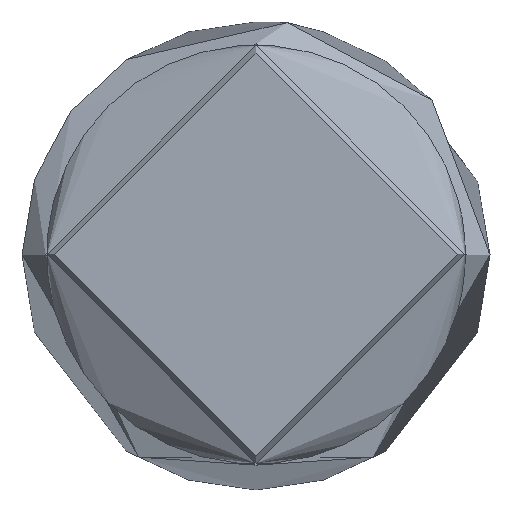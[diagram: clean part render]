
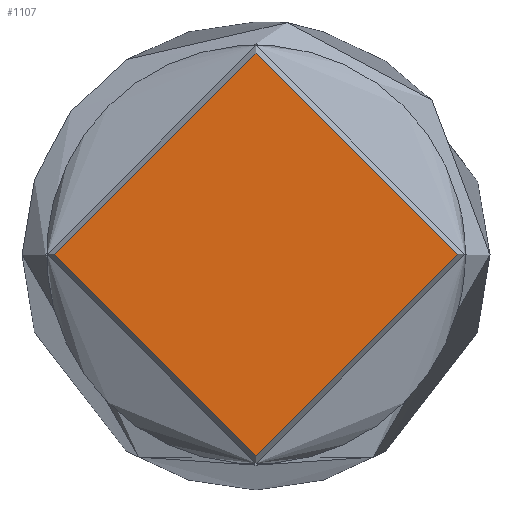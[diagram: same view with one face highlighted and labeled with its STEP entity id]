
A CAD part, top view. The second image highlights one B-rep face of the part: STEP entity #1107.
In plain terms, the highlighted planar face has unit normal (0, 0, 1).
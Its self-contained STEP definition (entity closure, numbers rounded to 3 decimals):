
#172=PLANE('',#1212);
#208=CIRCLE('',#1211,5.156);
#262=FACE_OUTER_BOUND('',#336,.T.);
#336=EDGE_LOOP('',(#809));
#491=VERTEX_POINT('',#1809);
#618=EDGE_CURVE('',#491,#491,#208,.T.);
#809=ORIENTED_EDGE('',*,*,#618,.T.);
#1107=ADVANCED_FACE('',(#262),#172,.T.);
#1211=AXIS2_PLACEMENT_3D('',#1810,#1376,#1377);
#1212=AXIS2_PLACEMENT_3D('',#1811,#1378,#1379);
#1376=DIRECTION('center_axis',(0.,0.,1.));
#1377=DIRECTION('ref_axis',(-1.,0.,0.));
#1378=DIRECTION('center_axis',(0.,0.,1.));
#1379=DIRECTION('ref_axis',(-1.,0.,0.));
#1809=CARTESIAN_POINT('',(5.156,0.,33.5));
#1810=CARTESIAN_POINT('Origin',(0.,0.,33.5));
#1811=CARTESIAN_POINT('Origin',(0.,0.,33.5));
